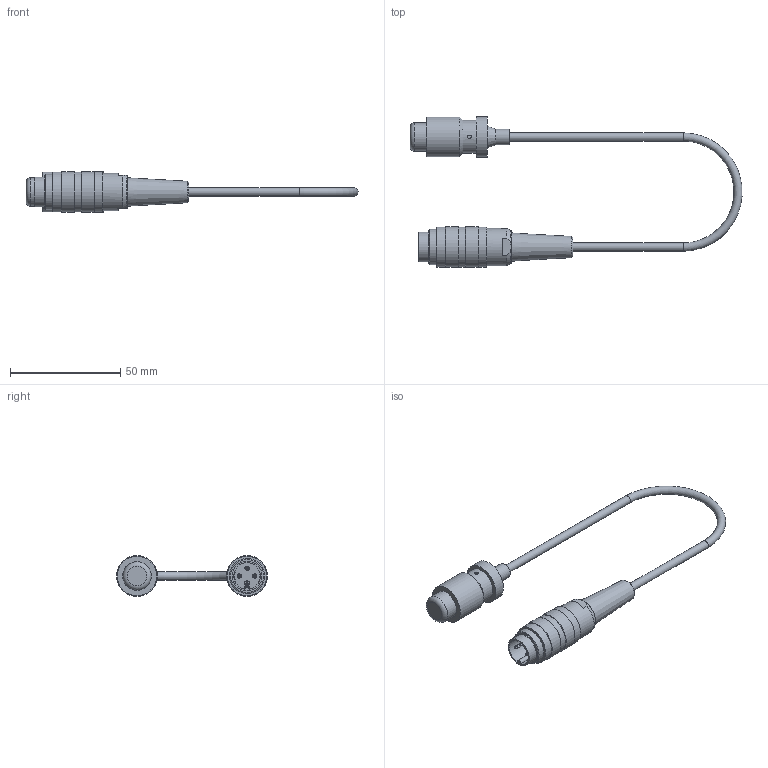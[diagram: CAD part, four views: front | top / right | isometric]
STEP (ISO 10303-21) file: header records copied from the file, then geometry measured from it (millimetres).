
FILE_DESCRIPTION(/* description */ (''),/* implementation_level */ '2;1');
FILE_NAME(/* name */ '110 62_C3G-1-4.stp',/* time_stamp */ '2020-12-01T10:57:30+01:00',/* author */ ('kuttig'),/* organization */ (''),/* preprocessor_version */ 'ST-DEVELOPER v16.13',/* originating_system */ 'Autodesk Inventor 2018',/* authorisation */ '');
FILE_SCHEMA (('AUTOMOTIVE_DESIGN { 1 0 10303 214 3 1 1 }'));
Length unit declared in the file: millimetre
Products named in the file (1): 110 62_C3G-1-4_Shrinkwrap_1
Bounding box: 150.78 x 68.5 x 18.5 mm (x, y, z)
Volume: 19837.2 mm3; surface area: 13607.2 mm2
Topology: 7 solids, 7 shells, 158 faces, 347 edges, 221 vertices
Faces by surface type: plane 84, cylinder 44, cone 20, bspline 6, torus 4
Full cylindrical faces by diameter (mm): 0.2 x2, 1 x3, 1.49 x3, 1.5 x1, 1.7 x2, 1.8 x1, 2.25 x1, 3 x1, 3.7 x2, 4.7 x1, 7 x1, 10 x1, 10.2 x1, 12.9 x1, 13 x1, 13.5 x1, 15 x1, 15.08 x1, 16 x1, 16.9 x1, 18 x1, 18.15 x3, 18.5 x3
Entity records: 4557 total; most frequent: CARTESIAN_POINT 1019, DIRECTION 700, ORIENTED_EDGE 562, EDGE_CURVE 281, AXIS2_PLACEMENT_3D 281, EDGE_LOOP 249, VERTEX_POINT 212, STYLED_ITEM 165
